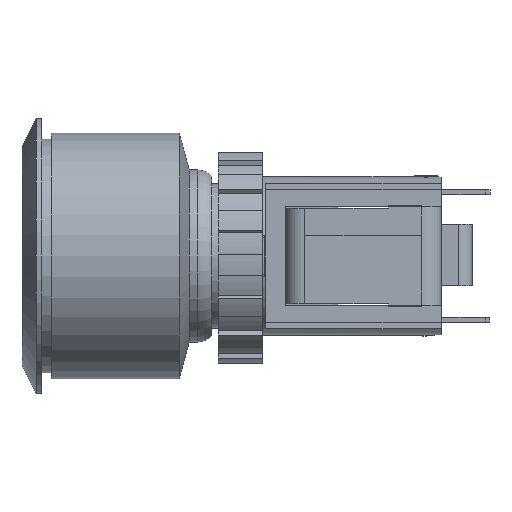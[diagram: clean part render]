
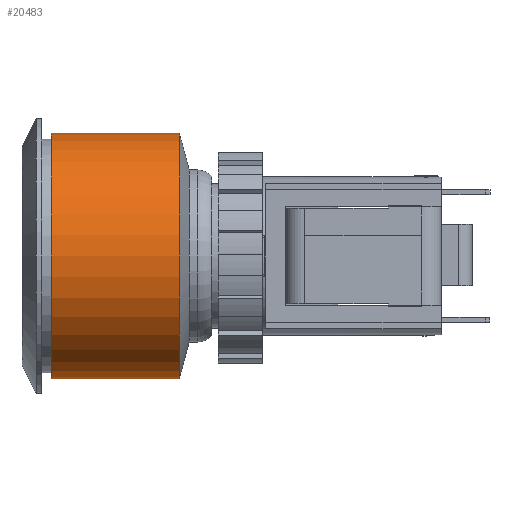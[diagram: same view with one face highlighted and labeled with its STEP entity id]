
A CAD part, left-side view. The second image highlights one B-rep face of the part: STEP entity #20483.
In plain terms, the highlighted cylindrical face has radius 12.5 mm (diameter 25 mm), a full revolution.
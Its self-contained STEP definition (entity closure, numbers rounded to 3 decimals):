
#752=CYLINDRICAL_SURFACE('',#21651,12.5);
#1137=CIRCLE('',#21649,12.5);
#1138=CIRCLE('',#21650,12.5);
#1139=CIRCLE('',#21652,12.5);
#1140=CIRCLE('',#21653,12.5);
#2168=FACE_OUTER_BOUND('',#3308,.T.);
#3308=EDGE_LOOP('',(#18141,#18142,#18143,#18144,#18145,#18146));
#5435=LINE('',#36345,#7640);
#7640=VECTOR('',#25890,12.5);
#9623=VERTEX_POINT('',#36339);
#9624=VERTEX_POINT('',#36340);
#9625=VERTEX_POINT('',#36344);
#9626=VERTEX_POINT('',#36346);
#12508=EDGE_CURVE('',#9623,#9624,#1137,.T.);
#12509=EDGE_CURVE('',#9624,#9623,#1138,.T.);
#12510=EDGE_CURVE('',#9624,#9625,#5435,.T.);
#12511=EDGE_CURVE('',#9625,#9626,#1139,.T.);
#12512=EDGE_CURVE('',#9626,#9625,#1140,.T.);
#18141=ORIENTED_EDGE('',*,*,#12508,.F.);
#18142=ORIENTED_EDGE('',*,*,#12509,.F.);
#18143=ORIENTED_EDGE('',*,*,#12510,.T.);
#18144=ORIENTED_EDGE('',*,*,#12511,.T.);
#18145=ORIENTED_EDGE('',*,*,#12512,.T.);
#18146=ORIENTED_EDGE('',*,*,#12510,.F.);
#20483=ADVANCED_FACE('',(#2168),#752,.T.);
#21649=AXIS2_PLACEMENT_3D('',#36341,#25884,#25885);
#21650=AXIS2_PLACEMENT_3D('',#36342,#25886,#25887);
#21651=AXIS2_PLACEMENT_3D('',#36343,#25888,#25889);
#21652=AXIS2_PLACEMENT_3D('',#36347,#25891,#25892);
#21653=AXIS2_PLACEMENT_3D('',#36348,#25893,#25894);
#25884=DIRECTION('center_axis',(0.,1.,0.));
#25885=DIRECTION('ref_axis',(1.,0.,0.));
#25886=DIRECTION('center_axis',(0.,1.,0.));
#25887=DIRECTION('ref_axis',(1.,0.,0.));
#25888=DIRECTION('center_axis',(0.,1.,0.));
#25889=DIRECTION('ref_axis',(1.,0.,0.));
#25890=DIRECTION('',(0.,-1.,0.));
#25891=DIRECTION('center_axis',(0.,1.,0.));
#25892=DIRECTION('ref_axis',(1.,0.,0.));
#25893=DIRECTION('center_axis',(0.,1.,0.));
#25894=DIRECTION('ref_axis',(1.,0.,0.));
#36339=CARTESIAN_POINT('',(-7.4,32.175,5.15));
#36340=CARTESIAN_POINT('',(-32.4,32.175,5.15));
#36341=CARTESIAN_POINT('Origin',(-19.9,32.175,5.15));
#36342=CARTESIAN_POINT('Origin',(-19.9,32.175,5.15));
#36343=CARTESIAN_POINT('Origin',(-19.9,25.675,5.15));
#36344=CARTESIAN_POINT('',(-32.4,19.175,5.15));
#36345=CARTESIAN_POINT('',(-32.4,25.675,5.15));
#36346=CARTESIAN_POINT('',(-7.4,19.175,5.15));
#36347=CARTESIAN_POINT('Origin',(-19.9,19.175,5.15));
#36348=CARTESIAN_POINT('Origin',(-19.9,19.175,5.15));
